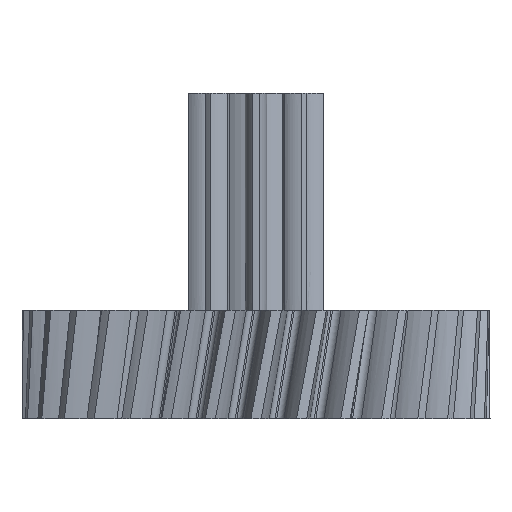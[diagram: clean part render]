
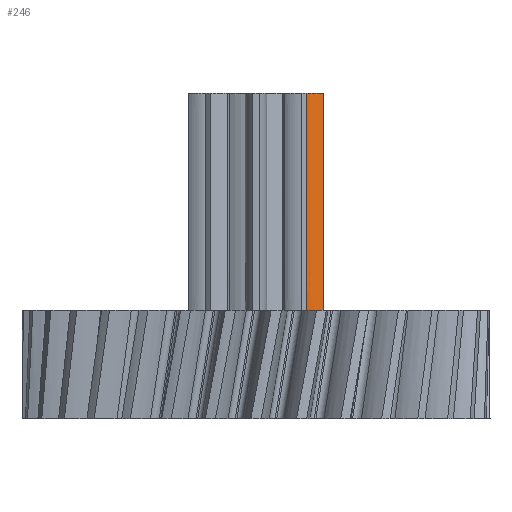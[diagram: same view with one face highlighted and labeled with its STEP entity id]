
A CAD part, front view. The second image highlights one B-rep face of the part: STEP entity #246.
In plain terms, the highlighted face is a extrusion surface.
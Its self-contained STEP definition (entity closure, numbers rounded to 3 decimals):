
#246=ADVANCED_FACE('',(#16527),#16529,.F.);
#16527=FACE_BOUND('',#16528,.T.);
#16528=EDGE_LOOP('',(#17862,#17863,#17864,#17865));
#16529=SURFACE_OF_LINEAR_EXTRUSION('',#16530,#16531);
#16530=B_SPLINE_CURVE_WITH_KNOTS('',3,
(#17866,#17867,#17868,#17869,#17870,#17871,#17872,#17873,#17874,#17875,#17876,#17877,
#17878,#17879,#17880,#17881,#17882,#17883,#17884,#17885,#17886,#17887,#17888,#17889,
#17890,#17891,#17892,#17893,#17894,#17895),
.UNSPECIFIED.,.F.,.F.,
(4,2,2,2,2,2,2,2,2,2,2,2,2,2,4),
(0.,0.08,0.159,0.237,0.313,0.388,
0.462,0.534,0.605,0.674,0.742,
0.809,0.874,0.938,1.),
.UNSPECIFIED.);
#16531=VECTOR('',#16532,16.);
#16532=DIRECTION('',(0.,0.,1.));
#17862=ORIENTED_EDGE('',*,*,#19880,.T.);
#17863=ORIENTED_EDGE('',*,*,#19881,.F.);
#17864=ORIENTED_EDGE('',*,*,#19447,.F.);
#17865=ORIENTED_EDGE('',*,*,#19882,.F.);
#17866=CARTESIAN_POINT('',(4.993,-0.27,8.));
#17867=CARTESIAN_POINT('',(4.963,-0.294,8.));
#17868=CARTESIAN_POINT('',(4.933,-0.316,8.));
#17869=CARTESIAN_POINT('',(4.873,-0.36,8.));
#17870=CARTESIAN_POINT('',(4.843,-0.381,8.));
#17871=CARTESIAN_POINT('',(4.783,-0.422,8.));
#17872=CARTESIAN_POINT('',(4.753,-0.442,8.));
#17873=CARTESIAN_POINT('',(4.692,-0.48,8.));
#17874=CARTESIAN_POINT('',(4.661,-0.498,8.));
#17875=CARTESIAN_POINT('',(4.6,-0.533,8.));
#17876=CARTESIAN_POINT('',(4.57,-0.55,8.));
#17877=CARTESIAN_POINT('',(4.508,-0.582,8.));
#17878=CARTESIAN_POINT('',(4.478,-0.598,8.));
#17879=CARTESIAN_POINT('',(4.416,-0.627,8.));
#17880=CARTESIAN_POINT('',(4.386,-0.64,8.));
#17881=CARTESIAN_POINT('',(4.324,-0.666,8.));
#17882=CARTESIAN_POINT('',(4.294,-0.678,8.));
#17883=CARTESIAN_POINT('',(4.232,-0.701,8.));
#17884=CARTESIAN_POINT('',(4.202,-0.712,8.));
#17885=CARTESIAN_POINT('',(4.141,-0.731,8.));
#17886=CARTESIAN_POINT('',(4.11,-0.74,8.));
#17887=CARTESIAN_POINT('',(4.05,-0.755,8.));
#17888=CARTESIAN_POINT('',(4.02,-0.763,8.));
#17889=CARTESIAN_POINT('',(3.959,-0.775,8.));
#17890=CARTESIAN_POINT('',(3.929,-0.78,8.));
#17891=CARTESIAN_POINT('',(3.87,-0.788,8.));
#17892=CARTESIAN_POINT('',(3.84,-0.791,8.));
#17893=CARTESIAN_POINT('',(3.781,-0.794,8.));
#17894=CARTESIAN_POINT('',(3.752,-0.794,8.));
#17895=CARTESIAN_POINT('',(3.723,-0.793,8.));
#19447=EDGE_CURVE('',#20362,#20363,#20364,.F.);
#19880=EDGE_CURVE('',#21036,#21037,#21038,.F.);
#19881=EDGE_CURVE('',#20363,#21037,#21039,.F.);
#19882=EDGE_CURVE('',#21036,#20362,#21040,.T.);
#20362=VERTEX_POINT('',#25473);
#20363=VERTEX_POINT('',#25474);
#20364=B_SPLINE_CURVE_WITH_KNOTS('',3,
(#25475,#25476,#25477,#25478,#25479,#25480,#25481,#25482,#25483,#25484,#25485,#25486,
#25487,#25488,#25489,#25490,#25491,#25492,#25493,#25494,#25495,#25496,#25497,#25498,
#25499,#25500,#25501,#25502,#25503,#25504),
.UNSPECIFIED.,.F.,.F.,
(4,2,2,2,2,2,2,2,2,2,2,2,2,2,4),
(0.,0.08,0.159,0.237,0.313,0.388,
0.462,0.534,0.605,0.674,0.742,
0.809,0.874,0.938,1.),
.UNSPECIFIED.);
#21036=VERTEX_POINT('',#31414);
#21037=VERTEX_POINT('',#31415);
#21038=B_SPLINE_CURVE_WITH_KNOTS('',3,
(#31416,#31417,#31418,#31419,#31420,#31421,#31422,#31423,#31424,#31425,#31426,#31427,
#31428,#31429,#31430,#31431,#31432,#31433,#31434,#31435,#31436,#31437,#31438,#31439,
#31440,#31441,#31442,#31443,#31444,#31445),
.UNSPECIFIED.,.F.,.F.,
(4,2,2,2,2,2,2,2,2,2,2,2,2,2,4),
(0.,0.08,0.159,0.237,0.313,0.388,
0.462,0.534,0.605,0.674,0.742,
0.809,0.874,0.938,1.),
.UNSPECIFIED.);
#21039=LINE('',#31446,#31447);
#21040=LINE('',#31449,#31450);
#25473=CARTESIAN_POINT('',(3.723,-0.793,24.));
#25474=CARTESIAN_POINT('',(4.993,-0.27,24.));
#25475=CARTESIAN_POINT('',(4.993,-0.27,24.));
#25476=CARTESIAN_POINT('',(4.963,-0.294,24.));
#25477=CARTESIAN_POINT('',(4.933,-0.316,24.));
#25478=CARTESIAN_POINT('',(4.873,-0.36,24.));
#25479=CARTESIAN_POINT('',(4.843,-0.381,24.));
#25480=CARTESIAN_POINT('',(4.783,-0.422,24.));
#25481=CARTESIAN_POINT('',(4.753,-0.442,24.));
#25482=CARTESIAN_POINT('',(4.692,-0.48,24.));
#25483=CARTESIAN_POINT('',(4.661,-0.498,24.));
#25484=CARTESIAN_POINT('',(4.6,-0.533,24.));
#25485=CARTESIAN_POINT('',(4.57,-0.55,24.));
#25486=CARTESIAN_POINT('',(4.508,-0.582,24.));
#25487=CARTESIAN_POINT('',(4.478,-0.598,24.));
#25488=CARTESIAN_POINT('',(4.416,-0.627,24.));
#25489=CARTESIAN_POINT('',(4.386,-0.64,24.));
#25490=CARTESIAN_POINT('',(4.324,-0.666,24.));
#25491=CARTESIAN_POINT('',(4.294,-0.678,24.));
#25492=CARTESIAN_POINT('',(4.232,-0.701,24.));
#25493=CARTESIAN_POINT('',(4.202,-0.712,24.));
#25494=CARTESIAN_POINT('',(4.141,-0.731,24.));
#25495=CARTESIAN_POINT('',(4.11,-0.74,24.));
#25496=CARTESIAN_POINT('',(4.05,-0.755,24.));
#25497=CARTESIAN_POINT('',(4.02,-0.763,24.));
#25498=CARTESIAN_POINT('',(3.959,-0.775,24.));
#25499=CARTESIAN_POINT('',(3.929,-0.78,24.));
#25500=CARTESIAN_POINT('',(3.87,-0.788,24.));
#25501=CARTESIAN_POINT('',(3.84,-0.791,24.));
#25502=CARTESIAN_POINT('',(3.781,-0.794,24.));
#25503=CARTESIAN_POINT('',(3.752,-0.794,24.));
#25504=CARTESIAN_POINT('',(3.723,-0.793,24.));
#31414=CARTESIAN_POINT('',(3.723,-0.793,8.));
#31415=CARTESIAN_POINT('',(4.993,-0.27,8.));
#31416=CARTESIAN_POINT('',(4.993,-0.27,8.));
#31417=CARTESIAN_POINT('',(4.963,-0.294,8.));
#31418=CARTESIAN_POINT('',(4.933,-0.316,8.));
#31419=CARTESIAN_POINT('',(4.873,-0.36,8.));
#31420=CARTESIAN_POINT('',(4.843,-0.381,8.));
#31421=CARTESIAN_POINT('',(4.783,-0.422,8.));
#31422=CARTESIAN_POINT('',(4.753,-0.442,8.));
#31423=CARTESIAN_POINT('',(4.692,-0.48,8.));
#31424=CARTESIAN_POINT('',(4.661,-0.498,8.));
#31425=CARTESIAN_POINT('',(4.6,-0.533,8.));
#31426=CARTESIAN_POINT('',(4.57,-0.55,8.));
#31427=CARTESIAN_POINT('',(4.508,-0.582,8.));
#31428=CARTESIAN_POINT('',(4.478,-0.598,8.));
#31429=CARTESIAN_POINT('',(4.416,-0.627,8.));
#31430=CARTESIAN_POINT('',(4.386,-0.64,8.));
#31431=CARTESIAN_POINT('',(4.324,-0.666,8.));
#31432=CARTESIAN_POINT('',(4.294,-0.678,8.));
#31433=CARTESIAN_POINT('',(4.232,-0.701,8.));
#31434=CARTESIAN_POINT('',(4.202,-0.712,8.));
#31435=CARTESIAN_POINT('',(4.141,-0.731,8.));
#31436=CARTESIAN_POINT('',(4.11,-0.74,8.));
#31437=CARTESIAN_POINT('',(4.05,-0.755,8.));
#31438=CARTESIAN_POINT('',(4.02,-0.763,8.));
#31439=CARTESIAN_POINT('',(3.959,-0.775,8.));
#31440=CARTESIAN_POINT('',(3.929,-0.78,8.));
#31441=CARTESIAN_POINT('',(3.87,-0.788,8.));
#31442=CARTESIAN_POINT('',(3.84,-0.791,8.));
#31443=CARTESIAN_POINT('',(3.781,-0.794,8.));
#31444=CARTESIAN_POINT('',(3.752,-0.794,8.));
#31445=CARTESIAN_POINT('',(3.723,-0.793,8.));
#31446=CARTESIAN_POINT('',(4.993,-0.27,8.));
#31447=VECTOR('',#31448,1.);
#31448=DIRECTION('',(0.,0.,1.));
#31449=CARTESIAN_POINT('',(3.723,-0.793,8.));
#31450=VECTOR('',#31451,1.);
#31451=DIRECTION('',(0.,0.,1.));
